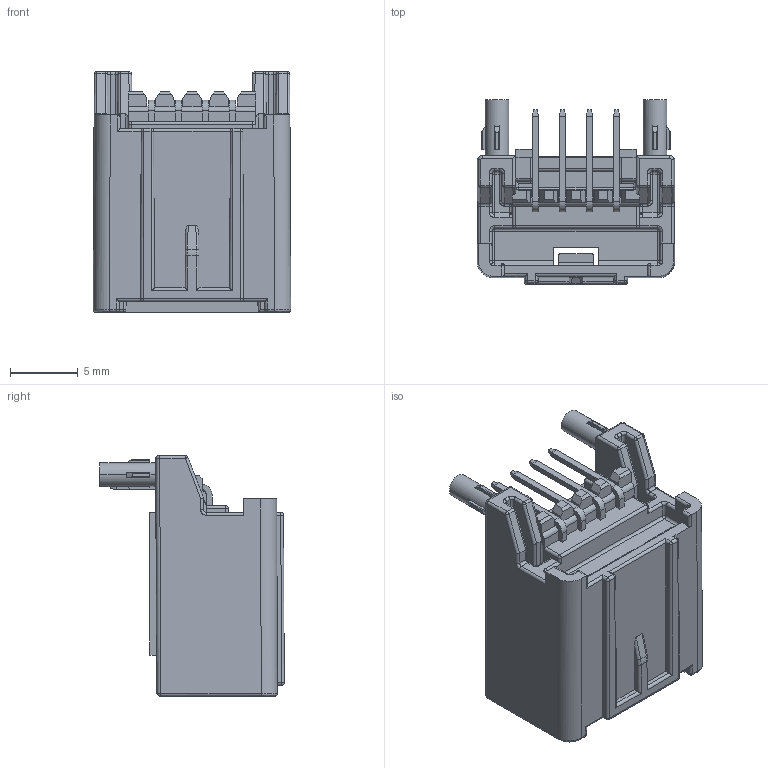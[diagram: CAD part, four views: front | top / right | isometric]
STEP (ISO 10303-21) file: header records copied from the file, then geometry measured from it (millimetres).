
FILE_DESCRIPTION((''),'2;1');
FILE_NAME('347930040','2016-04-25T',('gsharma'),(''),'PRO/ENGINEER BY PARAMETRIC TECHNOLOGY CORPORATION, 2012310','PRO/ENGINEER BY PARAMETRIC TECHNOLOGY CORPORATION, 2012310','');
FILE_SCHEMA(('CONFIG_CONTROL_DESIGN'));
Length unit declared in the file: millimetre
Products named in the file (1): 347930040
Bounding box: 14.62 x 13.65 x 17.8 mm (x, y, z)
Volume: 895 mm3; surface area: 1863.2 mm2
Topology: 1 solids, 1 shells, 671 faces, 1728 edges, 1030 vertices
Faces by surface type: plane 331, cylinder 231, bspline 60, sphere 49
Entity records: 25431 total; most frequent: CARTESIAN_POINT 9961, ORIENTED_EDGE 3344, DIRECTION 2938, EDGE_CURVE 1672, VECTOR 1118, LINE 1118, VERTEX_POINT 1019, AXIS2_PLACEMENT_3D 910
